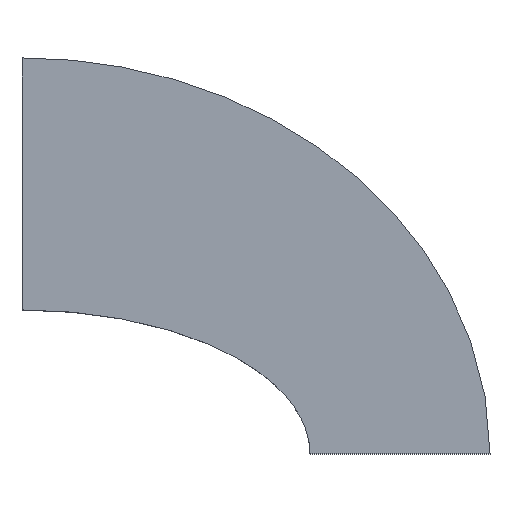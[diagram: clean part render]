
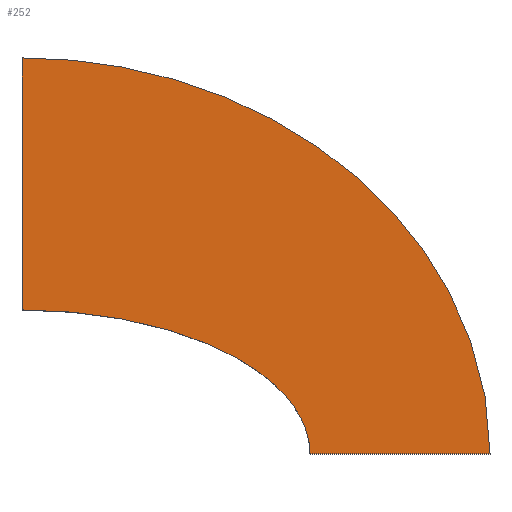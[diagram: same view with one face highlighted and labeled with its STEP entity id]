
A CAD part, top view. The second image highlights one B-rep face of the part: STEP entity #252.
In plain terms, the highlighted planar face has unit normal (0, 0, 1).
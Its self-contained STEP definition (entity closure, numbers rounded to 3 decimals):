
#62=CARTESIAN_POINT('Vertex',(2000.,0.,600.)) ;
#76=CARTESIAN_POINT('Vertex',(3250.,0.,600.)) ;
#79=CARTESIAN_POINT('Line Origine',(2625.,0.,600.)) ;
#122=CARTESIAN_POINT('Vertex',(0.,2750.,600.)) ;
#126=CARTESIAN_POINT('Control Point',(3250.,0.,600.)) ;
#127=CARTESIAN_POINT('Control Point',(3250.,215.984,600.)) ;
#128=CARTESIAN_POINT('Control Point',(3224.94,431.969,600.)) ;
#129=CARTESIAN_POINT('Control Point',(3174.82,645.178,600.)) ;
#130=CARTESIAN_POINT('Control Point',(3025.76,1060.494,600.)) ;
#131=CARTESIAN_POINT('Control Point',(2784.093,1443.352,600.)) ;
#132=CARTESIAN_POINT('Control Point',(2641.362,1624.102,600.)) ;
#133=CARTESIAN_POINT('Control Point',(2315.817,1959.537,600.)) ;
#134=CARTESIAN_POINT('Control Point',(1919.393,2234.998,600.)) ;
#135=CARTESIAN_POINT('Control Point',(1705.78,2355.771,600.)) ;
#136=CARTESIAN_POINT('Control Point',(1253.311,2560.259,600.)) ;
#137=CARTESIAN_POINT('Control Point',(762.483,2686.386,600.)) ;
#138=CARTESIAN_POINT('Control Point',(510.509,2728.796,600.)) ;
#139=CARTESIAN_POINT('Control Point',(255.254,2750.,600.)) ;
#140=CARTESIAN_POINT('Control Point',(0.,2750.,600.)) ;
#165=CARTESIAN_POINT('Vertex',(0.,1000.,600.)) ;
#168=CARTESIAN_POINT('Line Origine',(0.,1875.,600.)) ;
#206=CARTESIAN_POINT('Control Point',(2000.,0.,600.)) ;
#207=CARTESIAN_POINT('Control Point',(2000.,78.54,600.)) ;
#208=CARTESIAN_POINT('Control Point',(1984.579,157.08,600.)) ;
#209=CARTESIAN_POINT('Control Point',(1953.735,234.61,600.)) ;
#210=CARTESIAN_POINT('Control Point',(1862.006,385.634,600.)) ;
#211=CARTESIAN_POINT('Control Point',(1713.288,524.855,600.)) ;
#212=CARTESIAN_POINT('Control Point',(1625.453,590.582,600.)) ;
#213=CARTESIAN_POINT('Control Point',(1425.118,712.559,600.)) ;
#214=CARTESIAN_POINT('Control Point',(1181.165,812.727,600.)) ;
#215=CARTESIAN_POINT('Control Point',(1049.711,856.644,600.)) ;
#216=CARTESIAN_POINT('Control Point',(771.268,931.003,600.)) ;
#217=CARTESIAN_POINT('Control Point',(469.22,976.868,600.)) ;
#218=CARTESIAN_POINT('Control Point',(314.159,992.289,600.)) ;
#219=CARTESIAN_POINT('Control Point',(157.08,1000.,600.)) ;
#220=CARTESIAN_POINT('Control Point',(0.,1000.,600.)) ;
#241=CARTESIAN_POINT('Axis2P3D Location',(0.,0.,600.)) ;
#80=DIRECTION('Vector Direction',(1.,0.,0.)) ;
#169=DIRECTION('Vector Direction',(0.,1.,0.)) ;
#242=DIRECTION('Axis2P3D Direction',(0.,0.,1.)) ;
#243=DIRECTION('Axis2P3D XDirection',(1.,0.,0.)) ;
#244=AXIS2_PLACEMENT_3D('Plane Axis2P3D',#241,#242,#243) ;
#247=ORIENTED_EDGE('',*,*,#83,.T.) ;
#248=ORIENTED_EDGE('',*,*,#141,.T.) ;
#249=ORIENTED_EDGE('',*,*,#172,.T.) ;
#250=ORIENTED_EDGE('',*,*,#221,.T.) ;
#81=VECTOR('Line Direction',#80,1.) ;
#170=VECTOR('Line Direction',#169,1.) ;
#252=ADVANCED_FACE('PartBody',(#251),#245,.T.) ;
#125=B_SPLINE_CURVE_WITH_KNOTS('',5,(#126,#127,#128,#129,#130,#131,#132,#133,#134,#135,#136,#137,#138,#139,#140),.UNSPECIFIED.,.F.,.U.,(6,3,3,3,6),(0.,1671.856,3343.712,5015.568,6687.424),.UNSPECIFIED.) ;
#205=B_SPLINE_CURVE_WITH_KNOTS('',5,(#206,#207,#208,#209,#210,#211,#212,#213,#214,#215,#216,#217,#218,#219,#220),.UNSPECIFIED.,.F.,.U.,(6,3,3,3,6),(0.,878.102,1756.204,2634.306,3512.407),.UNSPECIFIED.) ;
#83=EDGE_CURVE('',#63,#77,#82,.T.) ;
#141=EDGE_CURVE('',#77,#123,#125,.T.) ;
#172=EDGE_CURVE('',#123,#166,#171,.F.) ;
#221=EDGE_CURVE('',#166,#63,#205,.F.) ;
#246=EDGE_LOOP('',(#247,#248,#249,#250)) ;
#251=FACE_OUTER_BOUND('',#246,.T.) ;
#82=LINE('Line',#79,#81) ;
#171=LINE('Line',#168,#170) ;
#245=PLANE('',#244) ;
#63=VERTEX_POINT('',#62) ;
#77=VERTEX_POINT('',#76) ;
#123=VERTEX_POINT('',#122) ;
#166=VERTEX_POINT('',#165) ;
